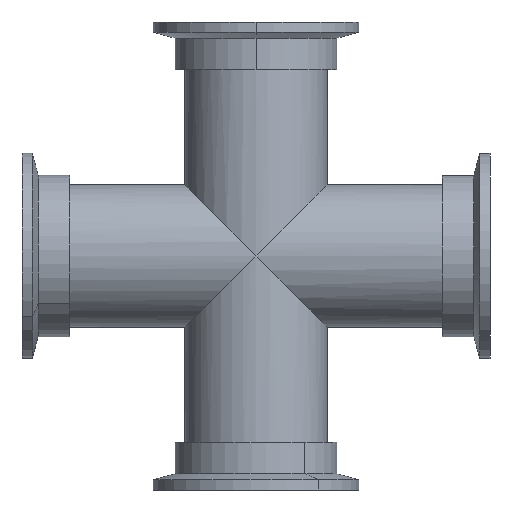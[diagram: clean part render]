
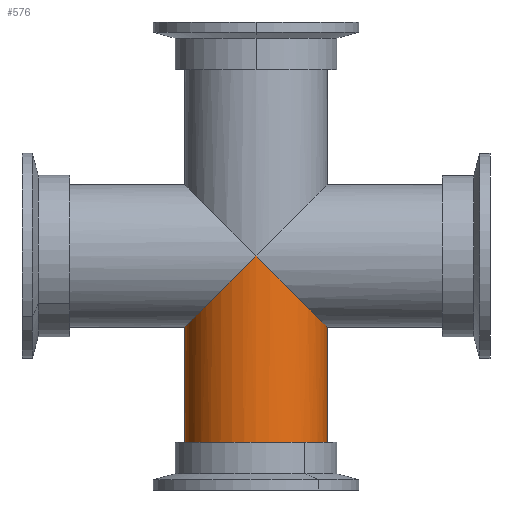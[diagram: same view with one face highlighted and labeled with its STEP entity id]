
A CAD part, front view. The second image highlights one B-rep face of the part: STEP entity #576.
In plain terms, the highlighted cylindrical face has radius 19.05 mm (diameter 38.1 mm), a partial arc.
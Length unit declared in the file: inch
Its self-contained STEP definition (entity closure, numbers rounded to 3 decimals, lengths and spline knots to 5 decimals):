
#2 = DIRECTION ( 'NONE',  ( 0., 0., -1. ) ) ;
#31 = VECTOR ( 'NONE', #946, 39.37008 ) ;
#48 = VERTEX_POINT ( 'NONE', #184 ) ;
#65 = CARTESIAN_POINT ( 'NONE',  ( 0.75, 0., -2.25 ) ) ;
#77 = DIRECTION ( 'NONE',  ( -1., 0., 0. ) ) ;
#142 = AXIS2_PLACEMENT_3D ( 'NONE', #1000, #1110, #77 ) ;
#155 = CARTESIAN_POINT ( 'NONE',  ( -0.75, 0., -0.75 ) ) ;
#179 = EDGE_CURVE ( 'NONE', #936, #868, #969, .T. ) ;
#184 = CARTESIAN_POINT ( 'NONE',  ( -0.75, 0., -2.25 ) ) ;
#244 = VECTOR ( 'NONE', #2, 39.37008 ) ;
#299 = ORIENTED_EDGE ( 'NONE', *, *, #306, .F. ) ;
#306 = EDGE_CURVE ( 'NONE', #642, #630, #863, .T. ) ;
#373 = CARTESIAN_POINT ( 'NONE',  ( 0.75, 0., 2.25 ) ) ;
#387 = ORIENTED_EDGE ( 'NONE', *, *, #998, .T. ) ;
#398 = CARTESIAN_POINT ( 'NONE',  ( -0.75, 0., 2.25 ) ) ;
#451 = CARTESIAN_POINT ( 'NONE',  ( 0., -0.75, 0. ) ) ;
#477 = CARTESIAN_POINT ( 'NONE',  ( 0.43934, -0.75, -0.43934 ) ) ;
#480 = CARTESIAN_POINT ( 'NONE',  ( -0.75, 0., -0.75 ) ) ;
#528 = FACE_OUTER_BOUND ( 'NONE', #786, .T. ) ;
#540 = CYLINDRICAL_SURFACE ( 'NONE', #142, 0.75 ) ;
#566 = LINE ( 'NONE', #398, #31 ) ;
#576 = ADVANCED_FACE ( 'NONE', ( #528 ), #540, .T. ) ;
#593 = AXIS2_PLACEMENT_3D ( 'NONE', #927, #734, #1197 ) ;
#630 = VERTEX_POINT ( 'NONE', #65 ) ;
#642 = VERTEX_POINT ( 'NONE', #673 ) ;
#656 = ORIENTED_EDGE ( 'NONE', *, *, #846, .T. ) ;
#662 = CARTESIAN_POINT ( 'NONE',  ( 0., -0.75, 0. ) ) ;
#673 = CARTESIAN_POINT ( 'NONE',  ( 0.75, 0., -0.75 ) ) ;
#675 = EDGE_CURVE ( 'NONE', #868, #642, #1107, .T. ) ;
#684 = CARTESIAN_POINT ( 'NONE',  ( -0.43934, -0.75, -0.43934 ) ) ;
#734 = DIRECTION ( 'NONE',  ( 0., 0., 1. ) ) ;
#756 = CARTESIAN_POINT ( 'NONE',  ( 0.75, -0.43934, -0.75 ) ) ;
#786 = EDGE_LOOP ( 'NONE', ( #299, #791, #989, #387, #656 ) ) ;
#791 = ORIENTED_EDGE ( 'NONE', *, *, #675, .F. ) ;
#812 = CIRCLE ( 'NONE', #593, 0.75 ) ;
#844 = CARTESIAN_POINT ( 'NONE',  ( 0., -0.75, 0. ) ) ;
#846 = EDGE_CURVE ( 'NONE', #48, #630, #812, .T. ) ;
#863 = LINE ( 'NONE', #373, #244 ) ;
#868 = VERTEX_POINT ( 'NONE', #451 ) ;
#927 = CARTESIAN_POINT ( 'NONE',  ( 0., 0., -2.25 ) ) ;
#936 = VERTEX_POINT ( 'NONE', #155 ) ;
#946 = DIRECTION ( 'NONE',  ( 0., 0., -1. ) ) ;
#956 = CARTESIAN_POINT ( 'NONE',  ( 0.75, 0., -0.75 ) ) ;
#959 = CARTESIAN_POINT ( 'NONE',  ( -0.75, -0.43934, -0.75 ) ) ;
#969 =( BOUNDED_CURVE ( )  B_SPLINE_CURVE ( 3, ( #480, #959, #684, #844 ),
 .UNSPECIFIED., .F., .F. ) 
 B_SPLINE_CURVE_WITH_KNOTS ( ( 4, 4 ),
 ( 0., 1.5708 ),
 .UNSPECIFIED. ) 
 CURVE ( )  GEOMETRIC_REPRESENTATION_ITEM ( )  RATIONAL_B_SPLINE_CURVE ( ( 1., 0.805, 0.805, 1. ) ) 
 REPRESENTATION_ITEM ( '' )  );
#989 = ORIENTED_EDGE ( 'NONE', *, *, #179, .F. ) ;
#998 = EDGE_CURVE ( 'NONE', #936, #48, #566, .T. ) ;
#1000 = CARTESIAN_POINT ( 'NONE',  ( 0., 0., 2.25 ) ) ;
#1107 =( BOUNDED_CURVE ( )  B_SPLINE_CURVE ( 3, ( #662, #477, #756, #956 ),
 .UNSPECIFIED., .F., .F. ) 
 B_SPLINE_CURVE_WITH_KNOTS ( ( 4, 4 ),
 ( 4.71239, 6.28319 ),
 .UNSPECIFIED. ) 
 CURVE ( )  GEOMETRIC_REPRESENTATION_ITEM ( )  RATIONAL_B_SPLINE_CURVE ( ( 1., 0.805, 0.805, 1. ) ) 
 REPRESENTATION_ITEM ( '' )  );
#1110 = DIRECTION ( 'NONE',  ( 0., 0., -1. ) ) ;
#1197 = DIRECTION ( 'NONE',  ( 1., 0., 0. ) ) ;
